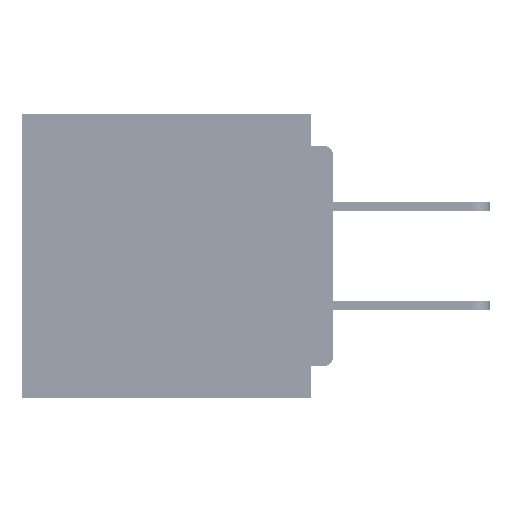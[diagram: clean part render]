
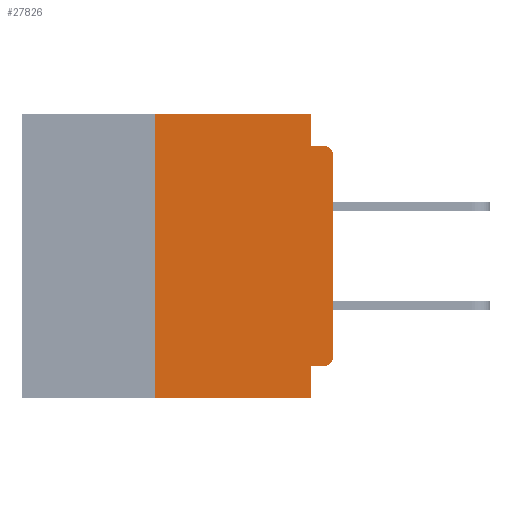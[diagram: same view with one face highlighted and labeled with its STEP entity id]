
A CAD part, left-side view. The second image highlights one B-rep face of the part: STEP entity #27826.
In plain terms, the highlighted planar face has unit normal (-1, 0, 0).
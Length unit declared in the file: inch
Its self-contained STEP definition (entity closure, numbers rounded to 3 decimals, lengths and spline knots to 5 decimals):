
#1189 = CIRCLE ( 'NONE', #64289, 0.015 ) ;
#3992 = EDGE_CURVE ( 'NONE', #53536, #67242, #1189, .T. ) ;
#5805 = CARTESIAN_POINT ( 'NONE',  ( 0., 0.015, -0.355 ) ) ;
#6249 = DIRECTION ( 'NONE',  ( 0., -1., 0. ) ) ;
#6489 = VECTOR ( 'NONE', #32896, 39.37008 ) ;
#6610 = CARTESIAN_POINT ( 'NONE',  ( 0., 0., -0.34 ) ) ;
#7114 = EDGE_CURVE ( 'NONE', #54453, #34256, #67854, .T. ) ;
#7424 = EDGE_LOOP ( 'NONE', ( #59370, #26282, #34359, #19879, #54254, #30248, #33387, #27202, #46194, #58564 ) ) ;
#8564 = LINE ( 'NONE', #48088, #20910 ) ;
#9685 = CARTESIAN_POINT ( 'NONE',  ( 0., 0.437, 0. ) ) ;
#10254 = VERTEX_POINT ( 'NONE', #33354 ) ;
#13213 = CARTESIAN_POINT ( 'NONE',  ( 0., 0.031, -0.4 ) ) ;
#14291 = EDGE_CURVE ( 'NONE', #47671, #44445, #20462, .T. ) ;
#14736 = VECTOR ( 'NONE', #33630, 39.37008 ) ;
#14848 = CARTESIAN_POINT ( 'NONE',  ( 0., 0.015, -0.06 ) ) ;
#16413 = LINE ( 'NONE', #28321, #14736 ) ;
#16968 = CARTESIAN_POINT ( 'NONE',  ( 0., 0.031, 0. ) ) ;
#18030 = VECTOR ( 'NONE', #28648, 39.37008 ) ;
#18116 = AXIS2_PLACEMENT_3D ( 'NONE', #53030, #21513, #58338 ) ;
#18157 = CARTESIAN_POINT ( 'NONE',  ( 0., 0.015, -0.045 ) ) ;
#19879 = ORIENTED_EDGE ( 'NONE', *, *, #14291, .F. ) ;
#20151 = DIRECTION ( 'NONE',  ( 0., 0., -1. ) ) ;
#20366 = CIRCLE ( 'NONE', #18116, 0.015 ) ;
#20462 = LINE ( 'NONE', #16968, #6489 ) ;
#20887 = EDGE_CURVE ( 'NONE', #51462, #10254, #66234, .T. ) ;
#20910 = VECTOR ( 'NONE', #6249, 39.37008 ) ;
#20948 = EDGE_CURVE ( 'NONE', #31548, #47671, #8564, .T. ) ;
#21513 = DIRECTION ( 'NONE',  ( -1., 0., 0. ) ) ;
#24178 = LINE ( 'NONE', #34717, #52151 ) ;
#25613 = DIRECTION ( 'NONE',  ( 1., 0., 0. ) ) ;
#25879 = VECTOR ( 'NONE', #31997, 39.37008 ) ;
#26282 = ORIENTED_EDGE ( 'NONE', *, *, #3992, .T. ) ;
#27202 = ORIENTED_EDGE ( 'NONE', *, *, #27582, .F. ) ;
#27582 = EDGE_CURVE ( 'NONE', #10254, #34256, #49326, .T. ) ;
#27826 = ADVANCED_FACE ( 'NONE', ( #59186 ), #57118, .F. ) ;
#28321 = CARTESIAN_POINT ( 'NONE',  ( 0., 0., -0.045 ) ) ;
#28648 = DIRECTION ( 'NONE',  ( 0., 0., -1. ) ) ;
#30248 = ORIENTED_EDGE ( 'NONE', *, *, #52420, .F. ) ;
#31548 = VERTEX_POINT ( 'NONE', #46123 ) ;
#31997 = DIRECTION ( 'NONE',  ( 0., -1., 0. ) ) ;
#32896 = DIRECTION ( 'NONE',  ( 0., 0., -1. ) ) ;
#32992 = AXIS2_PLACEMENT_3D ( 'NONE', #9685, #25613, #62432 ) ;
#33015 = VERTEX_POINT ( 'NONE', #6610 ) ;
#33202 = CARTESIAN_POINT ( 'NONE',  ( 0., 0., -0.06 ) ) ;
#33354 = CARTESIAN_POINT ( 'NONE',  ( 0., 0.031, -0.355 ) ) ;
#33387 = ORIENTED_EDGE ( 'NONE', *, *, #7114, .T. ) ;
#33478 = CARTESIAN_POINT ( 'NONE',  ( 0., 0., 0. ) ) ;
#33630 = DIRECTION ( 'NONE',  ( 0., -1., 0. ) ) ;
#34256 = VERTEX_POINT ( 'NONE', #13213 ) ;
#34359 = ORIENTED_EDGE ( 'NONE', *, *, #67184, .F. ) ;
#34717 = CARTESIAN_POINT ( 'NONE',  ( 0., 0.25, -0.4 ) ) ;
#35614 = CARTESIAN_POINT ( 'NONE',  ( 0., 0.25, -0.4 ) ) ;
#35719 = EDGE_CURVE ( 'NONE', #51462, #33015, #20366, .T. ) ;
#37293 = CARTESIAN_POINT ( 'NONE',  ( 0., 0., -0.355 ) ) ;
#38195 = VECTOR ( 'NONE', #42597, 39.37008 ) ;
#38711 = LINE ( 'NONE', #33478, #65114 ) ;
#39725 = DIRECTION ( 'NONE',  ( 0., 0., 1. ) ) ;
#42597 = DIRECTION ( 'NONE',  ( 0., 1., 0. ) ) ;
#44445 = VERTEX_POINT ( 'NONE', #58540 ) ;
#46123 = CARTESIAN_POINT ( 'NONE',  ( 0., 0.25, 0. ) ) ;
#46194 = ORIENTED_EDGE ( 'NONE', *, *, #20887, .F. ) ;
#47583 = CARTESIAN_POINT ( 'NONE',  ( 0., 0.437, -0.4 ) ) ;
#47671 = VERTEX_POINT ( 'NONE', #63882 ) ;
#48088 = CARTESIAN_POINT ( 'NONE',  ( 0., 0.437, 0. ) ) ;
#49326 = LINE ( 'NONE', #65455, #18030 ) ;
#51462 = VERTEX_POINT ( 'NONE', #5805 ) ;
#51697 = DIRECTION ( 'NONE',  ( -1., 0., 0. ) ) ;
#52151 = VECTOR ( 'NONE', #39725, 39.37008 ) ;
#52420 = EDGE_CURVE ( 'NONE', #54453, #31548, #24178, .T. ) ;
#53030 = CARTESIAN_POINT ( 'NONE',  ( 0., 0.015, -0.34 ) ) ;
#53536 = VERTEX_POINT ( 'NONE', #33202 ) ;
#54254 = ORIENTED_EDGE ( 'NONE', *, *, #20948, .F. ) ;
#54453 = VERTEX_POINT ( 'NONE', #35614 ) ;
#57118 = PLANE ( 'NONE',  #32992 ) ;
#58338 = DIRECTION ( 'NONE',  ( 0., 0., -1. ) ) ;
#58540 = CARTESIAN_POINT ( 'NONE',  ( 0., 0.031, -0.045 ) ) ;
#58564 = ORIENTED_EDGE ( 'NONE', *, *, #35719, .T. ) ;
#59186 = FACE_OUTER_BOUND ( 'NONE', #7424, .T. ) ;
#59370 = ORIENTED_EDGE ( 'NONE', *, *, #66569, .T. ) ;
#59686 = DIRECTION ( 'NONE',  ( 0., 0., 1. ) ) ;
#62432 = DIRECTION ( 'NONE',  ( 0., 0., -1. ) ) ;
#63882 = CARTESIAN_POINT ( 'NONE',  ( 0., 0.031, 0. ) ) ;
#64289 = AXIS2_PLACEMENT_3D ( 'NONE', #14848, #51697, #20151 ) ;
#65114 = VECTOR ( 'NONE', #59686, 39.37008 ) ;
#65455 = CARTESIAN_POINT ( 'NONE',  ( 0., 0.031, -0.4 ) ) ;
#66234 = LINE ( 'NONE', #37293, #38195 ) ;
#66569 = EDGE_CURVE ( 'NONE', #33015, #53536, #38711, .T. ) ;
#67184 = EDGE_CURVE ( 'NONE', #44445, #67242, #16413, .T. ) ;
#67242 = VERTEX_POINT ( 'NONE', #18157 ) ;
#67854 = LINE ( 'NONE', #47583, #25879 ) ;
